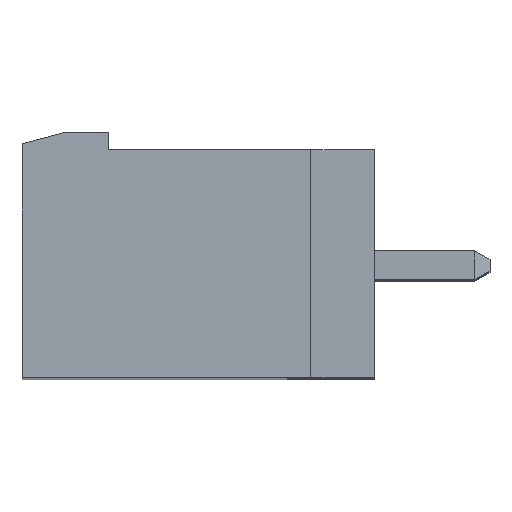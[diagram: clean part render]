
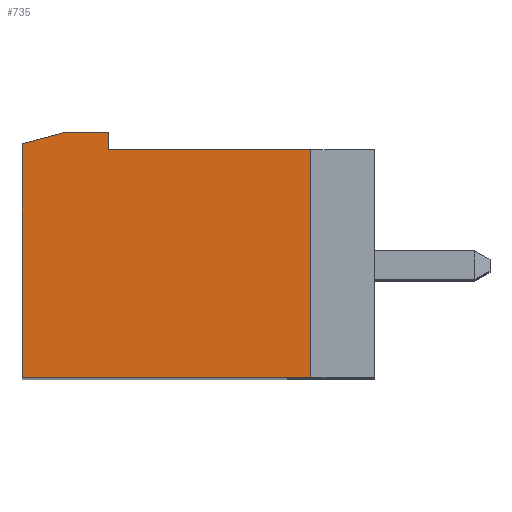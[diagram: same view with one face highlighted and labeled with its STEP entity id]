
A CAD part, top view. The second image highlights one B-rep face of the part: STEP entity #735.
In plain terms, the highlighted planar face has unit normal (0, 0, 1).
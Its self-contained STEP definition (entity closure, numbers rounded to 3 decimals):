
#735 = ADVANCED_FACE( '', ( #1610 ), #1611, .F. );
#1610 = FACE_OUTER_BOUND( '', #2606, .T. );
#1611 = PLANE( '', #2607 );
#2606 = EDGE_LOOP( '', ( #4759, #4760, #4761, #4762, #4763, #4764, #4765 ) );
#2607 = AXIS2_PLACEMENT_3D( '', #4766, #4767, #4768 );
#4759 = ORIENTED_EDGE( '', *, *, #6712, .F. );
#4760 = ORIENTED_EDGE( '', *, *, #6713, .F. );
#4761 = ORIENTED_EDGE( '', *, *, #6714, .F. );
#4762 = ORIENTED_EDGE( '', *, *, #6715, .F. );
#4763 = ORIENTED_EDGE( '', *, *, #6452, .F. );
#4764 = ORIENTED_EDGE( '', *, *, #6716, .F. );
#4765 = ORIENTED_EDGE( '', *, *, #6717, .F. );
#4766 = CARTESIAN_POINT( '', ( 197.225, 204.81, 66.76 ) );
#4767 = DIRECTION( '', ( 0., 0., -1. ) );
#4768 = DIRECTION( '', ( 0., -1., 0. ) );
#6452 = EDGE_CURVE( '', #7950, #7883, #7952, .T. );
#6712 = EDGE_CURVE( '', #8300, #8301, #8302, .T. );
#6713 = EDGE_CURVE( '', #8303, #8300, #8304, .T. );
#6714 = EDGE_CURVE( '', #8305, #8303, #8306, .T. );
#6715 = EDGE_CURVE( '', #7883, #8305, #8307, .T. );
#6716 = EDGE_CURVE( '', #8308, #7950, #8309, .T. );
#6717 = EDGE_CURVE( '', #8301, #8308, #8310, .T. );
#7883 = VERTEX_POINT( '', #9952 );
#7950 = VERTEX_POINT( '', #10060 );
#7952 = LINE( '', #10063, #10064 );
#8300 = VERTEX_POINT( '', #10582 );
#8301 = VERTEX_POINT( '', #10583 );
#8302 = LINE( '', #10584, #10585 );
#8303 = VERTEX_POINT( '', #10586 );
#8304 = LINE( '', #10587, #10588 );
#8305 = VERTEX_POINT( '', #10589 );
#8306 = LINE( '', #10590, #10591 );
#8307 = LINE( '', #10592, #10593 );
#8308 = VERTEX_POINT( '', #10594 );
#8309 = LINE( '', #10595, #10596 );
#8310 = LINE( '', #10597, #10598 );
#9952 = CARTESIAN_POINT( '', ( 194.225, 196.21, 66.76 ) );
#10060 = CARTESIAN_POINT( '', ( 204.225, 196.21, 66.76 ) );
#10063 = CARTESIAN_POINT( '', ( 194.225, 196.21, 66.76 ) );
#10064 = VECTOR( '', #11479, 1000. );
#10582 = CARTESIAN_POINT( '', ( 197.225, 204.71, 66.76 ) );
#10583 = CARTESIAN_POINT( '', ( 197.225, 204.11, 66.76 ) );
#10584 = CARTESIAN_POINT( '', ( 197.225, 204.31, 66.76 ) );
#10585 = VECTOR( '', #11695, 1000. );
#10586 = CARTESIAN_POINT( '', ( 195.718, 204.71, 66.76 ) );
#10587 = CARTESIAN_POINT( '', ( 197.225, 204.71, 66.76 ) );
#10588 = VECTOR( '', #11696, 1000. );
#10589 = CARTESIAN_POINT( '', ( 194.225, 204.31, 66.76 ) );
#10590 = CARTESIAN_POINT( '', ( 195.718, 204.71, 66.76 ) );
#10591 = VECTOR( '', #11697, 1000. );
#10592 = CARTESIAN_POINT( '', ( 194.225, 204.41, 66.76 ) );
#10593 = VECTOR( '', #11698, 1000. );
#10594 = CARTESIAN_POINT( '', ( 204.225, 204.11, 66.76 ) );
#10595 = CARTESIAN_POINT( '', ( 204.225, 196.21, 66.76 ) );
#10596 = VECTOR( '', #11699, 1000. );
#10597 = CARTESIAN_POINT( '', ( 204.025, 204.11, 66.76 ) );
#10598 = VECTOR( '', #11700, 1000. );
#11479 = DIRECTION( '', ( -1., 0., 0. ) );
#11695 = DIRECTION( '', ( 0., -1., 0. ) );
#11696 = DIRECTION( '', ( 1., 0., 0. ) );
#11697 = DIRECTION( '', ( 0.966, 0.259, 0. ) );
#11698 = DIRECTION( '', ( 0., 1., 0. ) );
#11699 = DIRECTION( '', ( 0., -1., 0. ) );
#11700 = DIRECTION( '', ( 1., 0., 0. ) );
